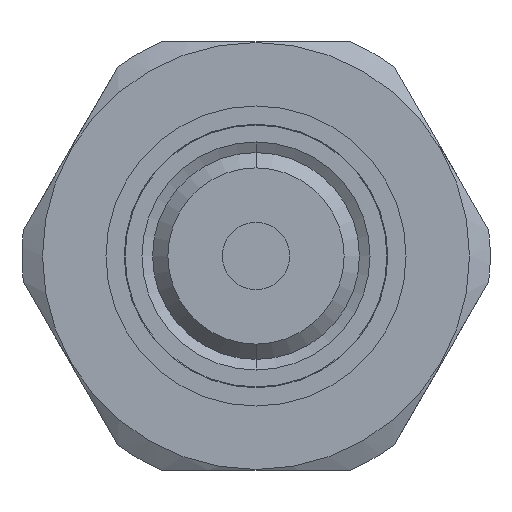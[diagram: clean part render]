
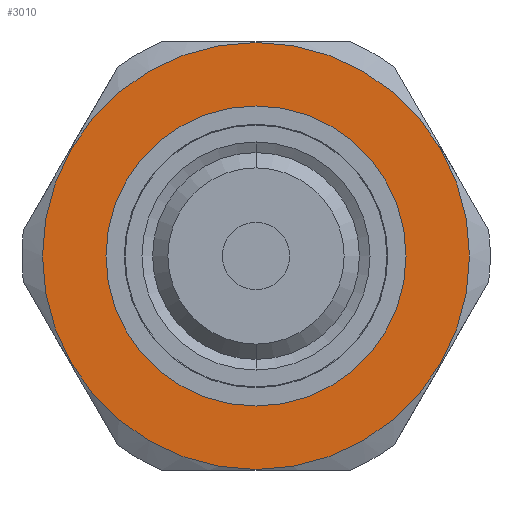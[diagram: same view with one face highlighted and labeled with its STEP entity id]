
A CAD part, front view. The second image highlights one B-rep face of the part: STEP entity #3010.
In plain terms, the highlighted planar face has unit normal (0, -1, 0).
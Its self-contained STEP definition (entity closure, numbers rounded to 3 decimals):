
#63 = EDGE_CURVE ( 'NONE', #1684, #1226, #2717, .T. ) ;
#85 = CARTESIAN_POINT ( 'NONE',  ( 0., -10., 13.45 ) ) ;
#91 = CARTESIAN_POINT ( 'NONE',  ( 0., -10., 0. ) ) ;
#182 = AXIS2_PLACEMENT_3D ( 'NONE', #1964, #610, #900 ) ;
#350 = EDGE_CURVE ( 'NONE', #895, #3454, #2044, .T. ) ;
#391 = AXIS2_PLACEMENT_3D ( 'NONE', #91, #1726, #2221 ) ;
#408 = PLANE ( 'NONE',  #1277 ) ;
#610 = DIRECTION ( 'NONE',  ( 0., -1., 0. ) ) ;
#895 = VERTEX_POINT ( 'NONE', #85 ) ;
#900 = DIRECTION ( 'NONE',  ( 0., 0., -1. ) ) ;
#1004 = ORIENTED_EDGE ( 'NONE', *, *, #63, .F. ) ;
#1127 = DIRECTION ( 'NONE',  ( 0., -1., 0. ) ) ;
#1157 = CARTESIAN_POINT ( 'NONE',  ( 0., -10., -13.45 ) ) ;
#1211 = ORIENTED_EDGE ( 'NONE', *, *, #2415, .F. ) ;
#1226 = VERTEX_POINT ( 'NONE', #3139 ) ;
#1277 = AXIS2_PLACEMENT_3D ( 'NONE', #2843, #2856, #3111 ) ;
#1419 = CARTESIAN_POINT ( 'NONE',  ( 0., -10., 0. ) ) ;
#1443 = FACE_OUTER_BOUND ( 'NONE', #3053, .T. ) ;
#1449 = ORIENTED_EDGE ( 'NONE', *, *, #350, .T. ) ;
#1641 = EDGE_LOOP ( 'NONE', ( #1004, #1211 ) ) ;
#1684 = VERTEX_POINT ( 'NONE', #2812 ) ;
#1726 = DIRECTION ( 'NONE',  ( 0., -1., 0. ) ) ;
#1777 = CIRCLE ( 'NONE', #182, 13.45 ) ;
#1853 = AXIS2_PLACEMENT_3D ( 'NONE', #1419, #1127, #2217 ) ;
#1964 = CARTESIAN_POINT ( 'NONE',  ( 0., -10., 0. ) ) ;
#2044 = CIRCLE ( 'NONE', #1853, 13.45 ) ;
#2081 = DIRECTION ( 'NONE',  ( 0., 0., -1. ) ) ;
#2144 = FACE_BOUND ( 'NONE', #1641, .T. ) ;
#2217 = DIRECTION ( 'NONE',  ( 0., 0., -1. ) ) ;
#2221 = DIRECTION ( 'NONE',  ( 0., 0., -1. ) ) ;
#2278 = CIRCLE ( 'NONE', #391, 9.45 ) ;
#2316 = ORIENTED_EDGE ( 'NONE', *, *, #2895, .T. ) ;
#2415 = EDGE_CURVE ( 'NONE', #1226, #1684, #2278, .T. ) ;
#2626 = DIRECTION ( 'NONE',  ( 0., -1., 0. ) ) ;
#2717 = CIRCLE ( 'NONE', #2749, 9.45 ) ;
#2749 = AXIS2_PLACEMENT_3D ( 'NONE', #3415, #2626, #2081 ) ;
#2812 = CARTESIAN_POINT ( 'NONE',  ( 0., -10., -9.45 ) ) ;
#2843 = CARTESIAN_POINT ( 'NONE',  ( 9.45, -10., 0. ) ) ;
#2856 = DIRECTION ( 'NONE',  ( 0., 1., 0. ) ) ;
#2895 = EDGE_CURVE ( 'NONE', #3454, #895, #1777, .T. ) ;
#3010 = ADVANCED_FACE ( 'NONE', ( #2144, #1443 ), #408, .F. ) ;
#3053 = EDGE_LOOP ( 'NONE', ( #1449, #2316 ) ) ;
#3111 = DIRECTION ( 'NONE',  ( 0., 0., 1. ) ) ;
#3139 = CARTESIAN_POINT ( 'NONE',  ( 0., -10., 9.45 ) ) ;
#3415 = CARTESIAN_POINT ( 'NONE',  ( 0., -10., 0. ) ) ;
#3454 = VERTEX_POINT ( 'NONE', #1157 ) ;
